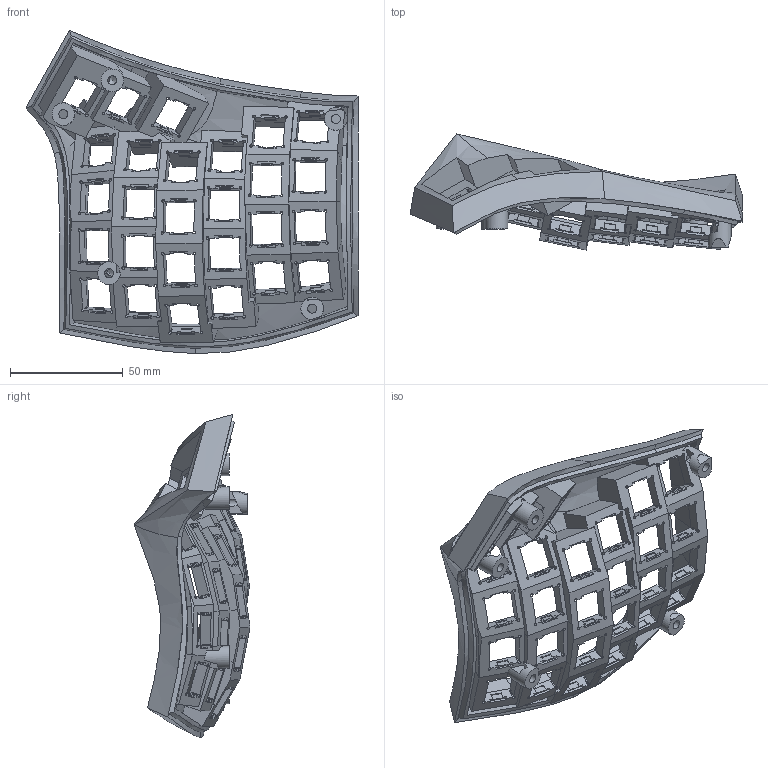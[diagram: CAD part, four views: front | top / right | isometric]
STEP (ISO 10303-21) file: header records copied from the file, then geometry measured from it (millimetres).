
FILE_DESCRIPTION(/* description */ (''),/* implementation_level */ '2;1');
FILE_NAME(/* name */ '4x6_top.step',/* time_stamp */ '2024-09-14T21:02:24+03:00',/* author */ (''),/* organization */ (''),/* preprocessor_version */ 'ST-DEVELOPER v20',/* originating_system */ 'Autodesk Translation Framework v13.14.0.145',/* authorisation */ '');
FILE_SCHEMA (('AUTOMOTIVE_DESIGN { 1 0 10303 214 3 1 1 }'));
Length unit declared in the file: millimetre
Products named in the file (2): 4x6; Thumb cluster
Assembly tree (1 placements, depth 2):
  4x6
    Thumb cluster
Bounding box: 146.94 x 51.34 x 143 mm (x, y, z)
Volume: 76739.1 mm3; surface area: 63930.8 mm2
Topology: 1 solids, 2 shells, 1059 faces, 3156 edges, 2088 vertices
Faces by surface type: plane 874, cylinder 120, bspline 63, cone 2
Full cylindrical faces by diameter (mm): 4 x5, 10 x4
Entity records: 41785 total; most frequent: CARTESIAN_POINT 13605, ORIENTED_EDGE 6308, DIRECTION 5199, EDGE_CURVE 3154, LINE 2571, VECTOR 2571, VERTEX_POINT 2088, AXIS2_PLACEMENT_3D 1314
